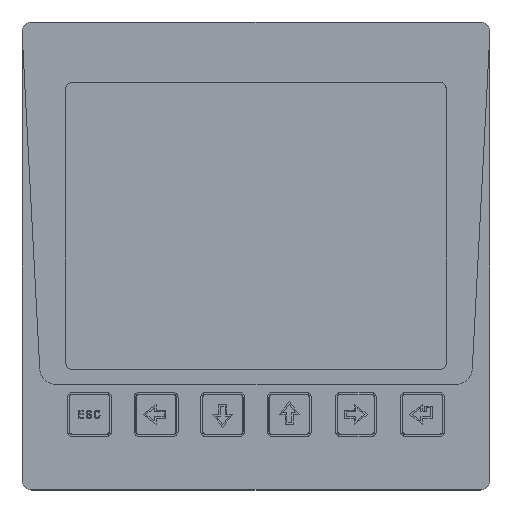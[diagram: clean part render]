
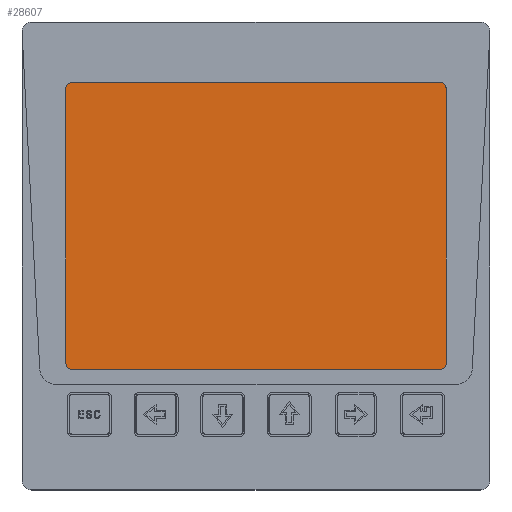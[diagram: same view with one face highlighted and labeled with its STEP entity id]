
A CAD part, top view. The second image highlights one B-rep face of the part: STEP entity #28607.
In plain terms, the highlighted planar face has unit normal (0, 0, 1).
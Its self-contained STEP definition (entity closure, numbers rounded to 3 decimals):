
#28595=AXIS2_PLACEMENT_3D('Plane Axis2P3D',#28592,#28593,#28594) ;
#21882=CARTESIAN_POINT('Control Point',(130.5,39.,83.)) ;
#21883=CARTESIAN_POINT('Control Point',(130.5,38.372,83.)) ;
#21884=CARTESIAN_POINT('Control Point',(130.254,37.743,83.)) ;
#21885=CARTESIAN_POINT('Control Point',(129.758,37.246,83.)) ;
#21886=CARTESIAN_POINT('Control Point',(129.128,37.,83.)) ;
#21887=CARTESIAN_POINT('Control Point',(128.5,37.,83.)) ;
#21888=CARTESIAN_POINT('Vertex',(130.5,39.,83.)) ;
#21890=CARTESIAN_POINT('Vertex',(128.5,37.,83.)) ;
#21923=CARTESIAN_POINT('Line Origine',(72.,37.,83.)) ;
#21927=CARTESIAN_POINT('Vertex',(15.5,37.,83.)) ;
#21954=CARTESIAN_POINT('Control Point',(15.5,37.,83.)) ;
#21955=CARTESIAN_POINT('Control Point',(14.872,37.,83.)) ;
#21956=CARTESIAN_POINT('Control Point',(14.243,37.246,83.)) ;
#21957=CARTESIAN_POINT('Control Point',(13.746,37.742,83.)) ;
#21958=CARTESIAN_POINT('Control Point',(13.5,38.372,83.)) ;
#21959=CARTESIAN_POINT('Control Point',(13.5,39.,83.)) ;
#21960=CARTESIAN_POINT('Vertex',(13.5,39.,83.)) ;
#21981=CARTESIAN_POINT('Line Origine',(13.5,81.25,83.)) ;
#21985=CARTESIAN_POINT('Vertex',(13.5,123.5,83.)) ;
#22012=CARTESIAN_POINT('Control Point',(13.5,123.5,83.)) ;
#22013=CARTESIAN_POINT('Control Point',(13.5,124.128,83.)) ;
#22014=CARTESIAN_POINT('Control Point',(13.746,124.757,83.)) ;
#22015=CARTESIAN_POINT('Control Point',(14.242,125.254,83.)) ;
#22016=CARTESIAN_POINT('Control Point',(14.872,125.5,83.)) ;
#22017=CARTESIAN_POINT('Control Point',(15.5,125.5,83.)) ;
#22018=CARTESIAN_POINT('Vertex',(15.5,125.5,83.)) ;
#22039=CARTESIAN_POINT('Line Origine',(72.,125.5,83.)) ;
#22043=CARTESIAN_POINT('Vertex',(128.5,125.5,83.)) ;
#22070=CARTESIAN_POINT('Control Point',(128.5,125.5,83.)) ;
#22071=CARTESIAN_POINT('Control Point',(129.128,125.5,83.)) ;
#22072=CARTESIAN_POINT('Control Point',(129.757,125.254,83.)) ;
#22073=CARTESIAN_POINT('Control Point',(130.254,124.758,83.)) ;
#22074=CARTESIAN_POINT('Control Point',(130.5,124.128,83.)) ;
#22075=CARTESIAN_POINT('Control Point',(130.5,123.5,83.)) ;
#22076=CARTESIAN_POINT('Vertex',(130.5,123.5,83.)) ;
#22097=CARTESIAN_POINT('Line Origine',(130.5,81.25,83.)) ;
#28592=CARTESIAN_POINT('Axis2P3D Location',(72.,72.,83.)) ;
#21924=DIRECTION('Vector Direction',(-1.,0.,0.)) ;
#21982=DIRECTION('Vector Direction',(0.,1.,0.)) ;
#22040=DIRECTION('Vector Direction',(1.,0.,0.)) ;
#22098=DIRECTION('Vector Direction',(0.,-1.,0.)) ;
#28593=DIRECTION('Axis2P3D Direction',(0.,0.,1.)) ;
#28594=DIRECTION('Axis2P3D XDirection',(1.,0.,0.)) ;
#21925=VECTOR('Line Direction',#21924,1.) ;
#21983=VECTOR('Line Direction',#21982,1.) ;
#22041=VECTOR('Line Direction',#22040,1.) ;
#22099=VECTOR('Line Direction',#22098,1.) ;
#28598=ORIENTED_EDGE('',*,*,#21892,.F.) ;
#28599=ORIENTED_EDGE('',*,*,#22101,.F.) ;
#28600=ORIENTED_EDGE('',*,*,#22078,.F.) ;
#28601=ORIENTED_EDGE('',*,*,#22045,.F.) ;
#28602=ORIENTED_EDGE('',*,*,#22020,.F.) ;
#28603=ORIENTED_EDGE('',*,*,#21987,.F.) ;
#28604=ORIENTED_EDGE('',*,*,#21962,.F.) ;
#28605=ORIENTED_EDGE('',*,*,#21929,.F.) ;
#28607=ADVANCED_FACE('POWER_MONITOR',(#28606),#28596,.T.) ;
#21881=B_SPLINE_CURVE_WITH_KNOTS('',5,(#21882,#21883,#21884,#21885,#21886,#21887),.UNSPECIFIED.,.F.,.U.,(6,6),(0.,4.443),.UNSPECIFIED.) ;
#21953=B_SPLINE_CURVE_WITH_KNOTS('',5,(#21954,#21955,#21956,#21957,#21958,#21959),.UNSPECIFIED.,.F.,.U.,(6,6),(0.,4.443),.UNSPECIFIED.) ;
#22011=B_SPLINE_CURVE_WITH_KNOTS('',5,(#22012,#22013,#22014,#22015,#22016,#22017),.UNSPECIFIED.,.F.,.U.,(6,6),(0.,4.443),.UNSPECIFIED.) ;
#22069=B_SPLINE_CURVE_WITH_KNOTS('',5,(#22070,#22071,#22072,#22073,#22074,#22075),.UNSPECIFIED.,.F.,.U.,(6,6),(0.,4.443),.UNSPECIFIED.) ;
#21892=EDGE_CURVE('',#21889,#21891,#21881,.T.) ;
#21929=EDGE_CURVE('',#21891,#21928,#21926,.T.) ;
#21962=EDGE_CURVE('',#21928,#21961,#21953,.T.) ;
#21987=EDGE_CURVE('',#21961,#21986,#21984,.T.) ;
#22020=EDGE_CURVE('',#21986,#22019,#22011,.T.) ;
#22045=EDGE_CURVE('',#22019,#22044,#22042,.T.) ;
#22078=EDGE_CURVE('',#22044,#22077,#22069,.T.) ;
#22101=EDGE_CURVE('',#22077,#21889,#22100,.T.) ;
#28597=EDGE_LOOP('',(#28598,#28599,#28600,#28601,#28602,#28603,#28604,#28605)) ;
#28606=FACE_OUTER_BOUND('',#28597,.T.) ;
#21926=LINE('Line',#21923,#21925) ;
#21984=LINE('Line',#21981,#21983) ;
#22042=LINE('Line',#22039,#22041) ;
#22100=LINE('Line',#22097,#22099) ;
#28596=PLANE('',#28595) ;
#21889=VERTEX_POINT('',#21888) ;
#21891=VERTEX_POINT('',#21890) ;
#21928=VERTEX_POINT('',#21927) ;
#21961=VERTEX_POINT('',#21960) ;
#21986=VERTEX_POINT('',#21985) ;
#22019=VERTEX_POINT('',#22018) ;
#22044=VERTEX_POINT('',#22043) ;
#22077=VERTEX_POINT('',#22076) ;
